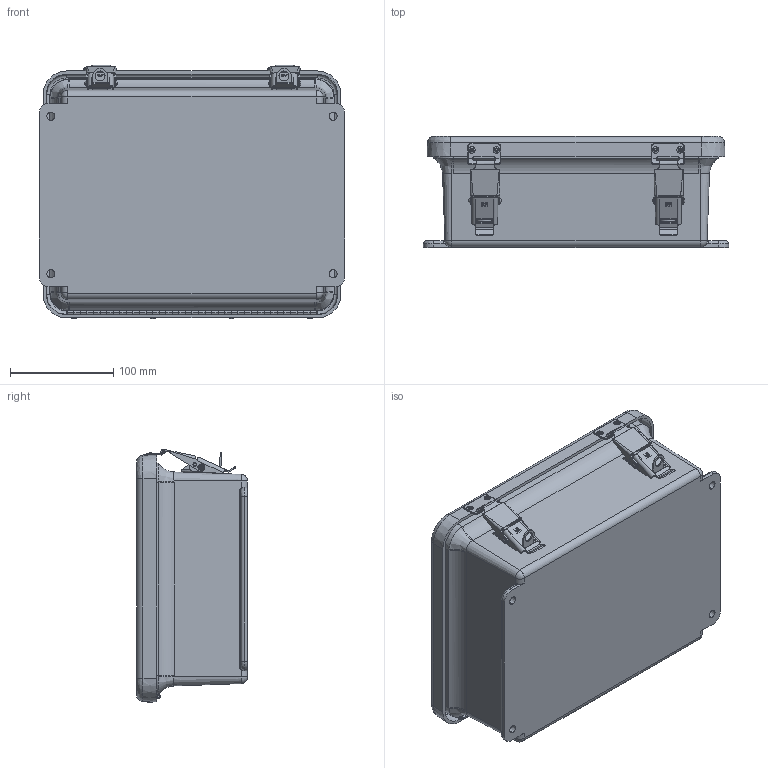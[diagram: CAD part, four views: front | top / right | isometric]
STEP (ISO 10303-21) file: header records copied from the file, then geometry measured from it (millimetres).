
FILE_DESCRIPTION (( 'STEP AP214' ), '1' );
FILE_NAME ('NBF100804_3D.step', '2024-06-03T14:31:47', ( '' ), ( '' ), 'SwSTEP 2.0', 'SolidWorks 2022', '' );
FILE_SCHEMA (( 'AUTOMOTIVE_DESIGN' ));
Length unit declared in the file: inch
Products named in the file (22): GASKET_1008; J1008HLCVR; HPL latch pin_2; RMRIV43_2; NBF100804_3D; HPL HOOK BLADE_2; RMHINGCOV9.5; RMINS45821P_31; HPL ANCHOR PLATE_2; RMHINGBOX9.5; RMHINGPIN9.5; RMKEEPJHPL_2; RMINS45821P_32; HPL LOCKING LAYER_2; J1008HL_1; RMHING9.5(J); RMLATJHPL_1; J1008BHL; RMINS45821P_30; HPL latch pin 2_2; RMINS45821P_29; RMLATJHPL_2
Assembly tree (42 placements, depth 3):
  NBF100804_3D
    J1008BHL
      J1008HL_1
      RMINS45821P_29
      RMINS45821P_30
      RMINS45821P_31
      RMINS45821P_32
    J1008HLCVR
    GASKET_1008
    RMHING9.5(J)
      RMHINGCOV9.5
      RMHINGBOX9.5
      RMHINGPIN9.5
    RMRIV43_2  x16
    RMLATJHPL_1
      HPL ANCHOR PLATE_2
      HPL LOCKING LAYER_2
      HPL HOOK BLADE_2
      HPL latch pin_2
      HPL latch pin 2_2
    RMLATJHPL_2
      HPL ANCHOR PLATE_2
      HPL LOCKING LAYER_2
      HPL HOOK BLADE_2
      HPL latch pin_2
      HPL latch pin 2_2
    RMKEEPJHPL_2  x2
Bounding box: 295.27 x 107.16 x 245.08 mm (x, y, z)
Volume: 1000317.5 mm3; surface area: 539519.8 mm2
Topology: 36 solids, 38 shells, 1283 faces, 3314 edges, 2133 vertices
Faces by surface type: cylinder 648, plane 449, bspline 84, cone 78, torus 24
Entity records: 45506 total; most frequent: CARTESIAN_POINT 10985, ORIENTED_EDGE 4818, DIRECTION 4788, EDGE_CURVE 2411, AXIS2_PLACEMENT_3D 1785, VERTEX_POINT 1560, VECTOR 1218, LINE 1218
